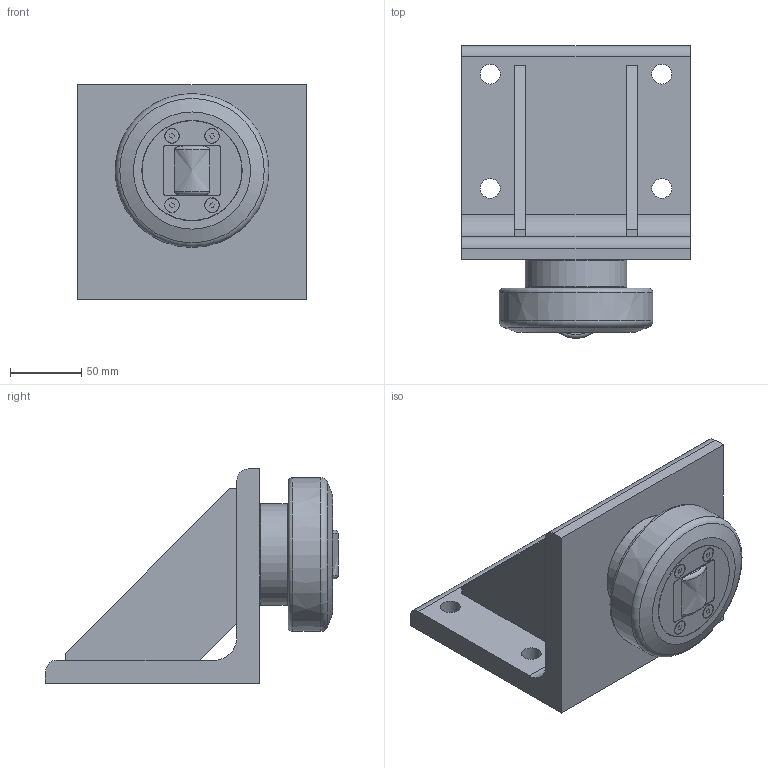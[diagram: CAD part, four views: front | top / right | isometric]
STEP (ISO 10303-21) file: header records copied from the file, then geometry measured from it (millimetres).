
FILE_DESCRIPTION(/* description */ ('-','CAx-IF Rec.Pracs.---Representation and Presentation of Product Manufacturing Information (PMI)---4.0---2014-10-13'),/* implementation_level */ '2;1');
FILE_NAME(/* name */ '5d0aff14-04a6-4516-847f-bc824101c0d1.stp',/* time_stamp */ '2020-04-01T16:07:56+02:00',/* author */ ('-'),/* organization */ ('NTI CADcenter A/S'),/* preprocessor_version */ 'ST-DEVELOPER v18',/* originating_system */ 'Autodesk Inventor 2020',/* authorisation */ '-');
FILE_SCHEMA (('AP242_MANAGED_MODEL_BASED_3D_ENGINEERING_MIM_LF { 1 0 10303 442 1 1 4 }'));
Length unit declared in the file: millimetre
Products named in the file (1): HTR 110.0200 BW1200_Kontur
Bounding box: 160 x 205.1 x 150 mm (x, y, z)
Volume: 1193992.9 mm3; surface area: 158337.1 mm2
Topology: 1 solids, 1 shells, 94 faces, 251 edges, 173 vertices
Faces by surface type: plane 63, cylinder 17, cone 8, torus 4, bspline 2
Full cylindrical faces by diameter (mm): 10 x4, 13.835 x4, 70.5 x1, 71 x1
Entity records: 3096 total; most frequent: CARTESIAN_POINT 599, DIRECTION 511, ORIENTED_EDGE 502, EDGE_CURVE 251, VERTEX_POINT 173, AXIS2_PLACEMENT_3D 173, LINE 165, VECTOR 165
